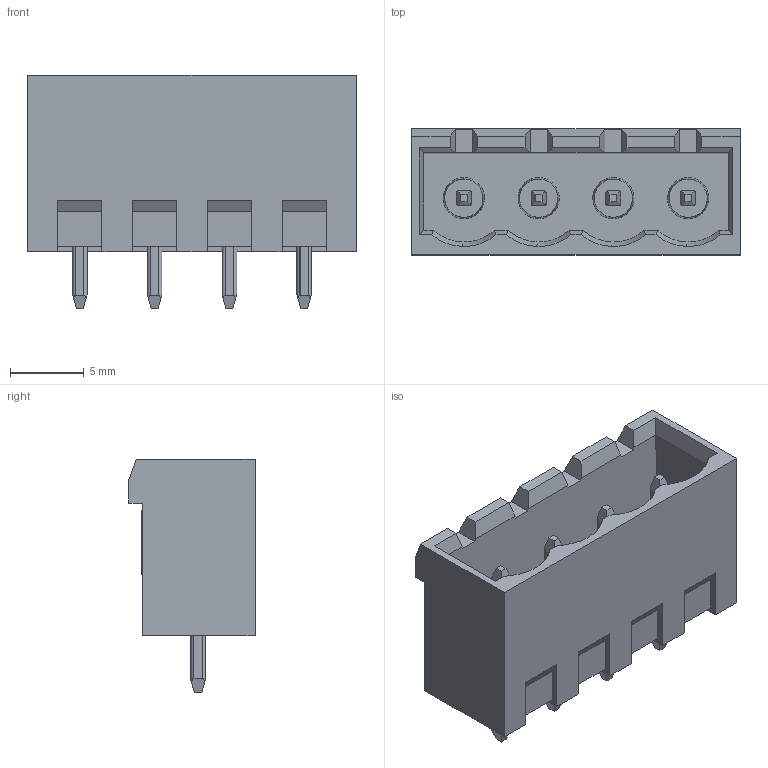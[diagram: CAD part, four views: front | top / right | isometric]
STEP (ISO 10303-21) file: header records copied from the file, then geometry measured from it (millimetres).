
FILE_DESCRIPTION(('STEP AP214'),'1');
FILE_NAME('cctmp_B07FC44C-F9F5-4AC4-8C90-6D140CECB618_2023_02_03_14_28_09_0562_5800..stp','2023-02-03T14:28:09',('PHOENIX CONTACT Deutschland GmbH'),('CADClick - www.CADClick.com'),'Spatial InterOp 3D',' ','unknown authorization');
FILE_SCHEMA(('AUTOMOTIVE_DESIGN'));
Length unit declared in the file: millimetre
Products named in the file (6): 2023_02_03_14_28_09_0312; 2023_02_03_14_28_09_0562; 2023_02_03_14_28_09_0546; 2023_02_03_14_28_09_0531; 2023_02_03_14_28_09_0515; 2023_02_03_14_28_09_0484
Assembly tree (5 placements, depth 2):
  2023_02_03_14_28_09_0312
    2023_02_03_14_28_09_0562
    2023_02_03_14_28_09_0546
    2023_02_03_14_28_09_0531
    2023_02_03_14_28_09_0515
    2023_02_03_14_28_09_0484
Bounding box: 22.32 x 8.57 x 15.9 mm (x, y, z)
Volume: 1098.7 mm3; surface area: 1854 mm2
Topology: 5 solids, 5 shells, 551 faces, 1561 edges, 1042 vertices
Faces by surface type: plane 421, cylinder 110, cone 16, sphere 4
Entity records: 36349 total; most frequent: CARTESIAN_POINT 5434, ORIENTED_EDGE 3122, STYLED_ITEM 2957, PRESENTATION_STYLE_ASSIGNMENT 2957, COLOUR_RGB 2957, DIRECTION 2771, EDGE_CURVE 1561, CURVE_STYLE 1493
